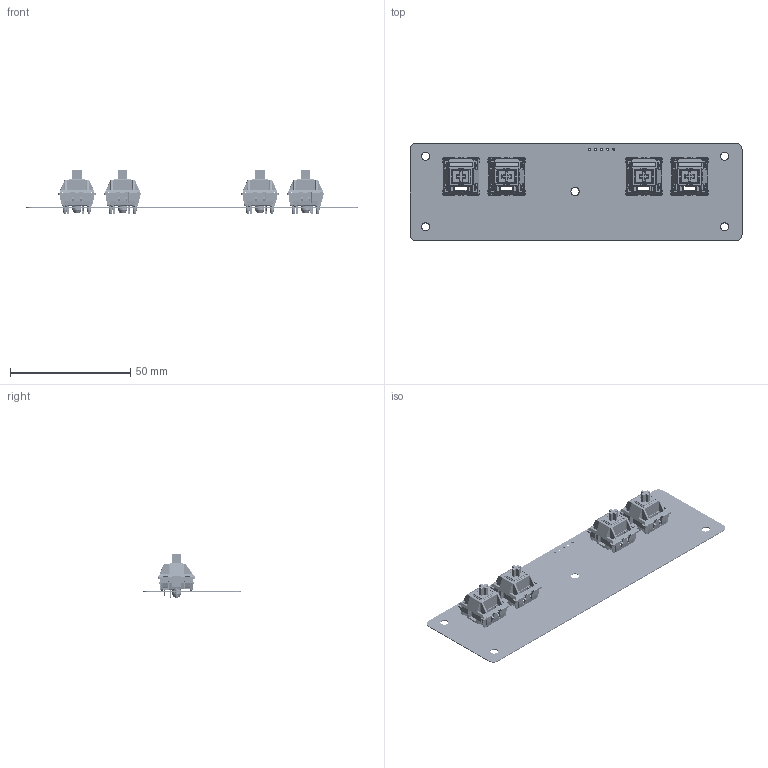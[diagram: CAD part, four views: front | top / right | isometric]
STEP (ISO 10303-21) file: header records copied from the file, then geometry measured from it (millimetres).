
FILE_DESCRIPTION(('Open CASCADE Model'),'2;1');
FILE_NAME('Open CASCADE Shape Model','2022-07-24T13:06:01',('Author'),( 'Open CASCADE'),'Open CASCADE STEP processor 6.8','Open CASCADE 6.8' ,'Unknown');
FILE_SCHEMA(('AUTOMOTIVE_DESIGN { 1 0 10303 214 1 1 1 1 }'));
Length unit declared in the file: millimetre
Products named in the file (14): PCB; Board; Open CASCADE STEP translator 6.8 5.1.1; U1; cherry_mx; MX_DOWN.stp; MX_UP.stp; UP_MX.stp; MX_PIN.stp; MX_SPRING.stp; MX_CLICK.stp; U2; U3; U4
Assembly tree (16 placements, depth 4):
  PCB
    Board
      Open CASCADE STEP translator 6.8 5.1.1
    U1
      cherry_mx
        MX_DOWN.stp
        MX_UP.stp
        UP_MX.stp
        MX_PIN.stp
        MX_SPRING.stp
        MX_CLICK.stp
    U2
      cherry_mx
        MX_DOWN.stp
        MX_UP.stp
        UP_MX.stp
        MX_PIN.stp
        MX_SPRING.stp
        MX_CLICK.stp
    U3
      cherry_mx
        MX_DOWN.stp
        MX_UP.stp
        UP_MX.stp
        MX_PIN.stp
        MX_SPRING.stp
        MX_CLICK.stp
    U4
      cherry_mx
        MX_DOWN.stp
        MX_UP.stp
        UP_MX.stp
        MX_PIN.stp
        MX_SPRING.stp
        MX_CLICK.stp
Bounding box: 137.92 x 40.64 x 18.6 mm (x, y, z)
Volume: 6228.8 mm3; surface area: 24078.9 mm2
Topology: 29 solids, 29 shells, 3900 faces, 10422 edges, 6572 vertices
Faces by surface type: plane 2358, cylinder 1122, torus 144, bspline 128, sphere 104, cone 44
Full cylindrical faces by diameter (mm): 0.9 x5, 1.5 x8, 1.7 x8, 3.4 x5, 4 x4
Entity records: 40785 total; most frequent: CARTESIAN_POINT 15136, ORIENTED_EDGE 5422, DIRECTION 5048, EDGE_CURVE 2711, LINE 1930, VECTOR 1930, VERTEX_POINT 1724, AXIS2_PLACEMENT_3D 1559
